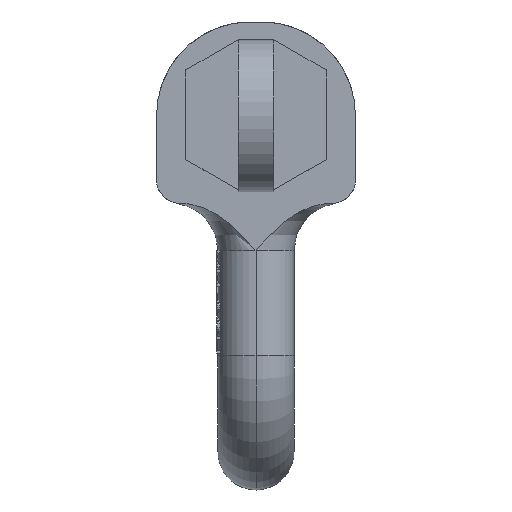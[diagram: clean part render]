
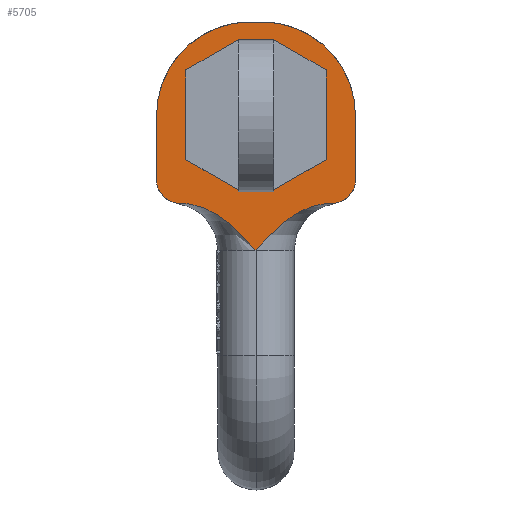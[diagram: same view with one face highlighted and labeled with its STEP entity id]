
A CAD part, left-side view. The second image highlights one B-rep face of the part: STEP entity #5705.
In plain terms, the highlighted planar face has unit normal (-1, 0, 0).
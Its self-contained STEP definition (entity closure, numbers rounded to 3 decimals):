
#426=CARTESIAN_POINT('',(-18.8,10.4,32.));
#427=DIRECTION('',(-1.,0.,0.));
#428=DIRECTION('',(0.,1.,0.));
#429=AXIS2_PLACEMENT_3D('',#426,#427,#428);
#465=CARTESIAN_POINT('',(-18.8,0.,
22.4));
#466=CARTESIAN_POINT('',(-18.8,0.245,22.672));
#467=CARTESIAN_POINT('',(-18.8,0.739,23.22));
#468=CARTESIAN_POINT('',(-18.8,1.506,24.048));
#469=CARTESIAN_POINT('',(-18.8,2.296,24.853));
#470=CARTESIAN_POINT('',(-18.8,3.11,25.616));
#471=CARTESIAN_POINT('',(-18.8,3.932,26.307));
#472=CARTESIAN_POINT('',(-18.8,4.872,27.));
#473=CARTESIAN_POINT('',(-18.8,6.064,27.718));
#474=CARTESIAN_POINT('',(-18.8,7.435,28.323));
#475=CARTESIAN_POINT('',(-18.8,8.937,28.718));
#476=CARTESIAN_POINT('',(-18.8,9.892,28.8));
#477=CARTESIAN_POINT('',(-18.8,10.369,28.8));
#508=DIRECTION('',(0.,-0.866,0.5));
#509=VECTOR('',#508,8.776);
#510=CARTESIAN_POINT('',(-18.8,-2.,30.4));
#511=LINE('',#510,#509);
#512=DIRECTION('',(0.,0.,1.));
#513=VECTOR('',#512,12.255);
#514=CARTESIAN_POINT('',(-18.8,-9.6,34.788));
#515=LINE('',#514,#513);
#516=DIRECTION('',(0.,0.866,0.5));
#517=VECTOR('',#516,8.314);
#518=CARTESIAN_POINT('',(-18.8,-9.6,47.043));
#519=LINE('',#518,#517);
#520=DIRECTION('',(0.,1.,0.));
#521=VECTOR('',#520,4.8);
#522=CARTESIAN_POINT('',(-18.8,-2.4,51.2));
#523=LINE('',#522,#521);
#524=DIRECTION('',(0.,0.866,-0.5));
#525=VECTOR('',#524,8.314);
#526=CARTESIAN_POINT('',(-18.8,2.4,51.2));
#527=LINE('',#526,#525);
#528=DIRECTION('',(0.,0.,-1.));
#529=VECTOR('',#528,12.255);
#530=CARTESIAN_POINT('',(-18.8,9.6,47.043));
#531=LINE('',#530,#529);
#532=DIRECTION('',(0.,-0.866,-0.5));
#533=VECTOR('',#532,8.776);
#534=CARTESIAN_POINT('',(-18.8,9.6,34.788));
#535=LINE('',#534,#533);
#536=DIRECTION('',(0.,-1.,0.));
#537=VECTOR('',#536,4.);
#538=CARTESIAN_POINT('',(-18.8,2.,30.4));
#539=LINE('',#538,#537);
#540=DIRECTION('',(0.,0.,1.));
#541=VECTOR('',#540,8.8);
#542=CARTESIAN_POINT('',(-18.8,13.6,32.));
#543=LINE('',#542,#541);
#544=CARTESIAN_POINT('',(-18.8,0.8,40.8));
#545=DIRECTION('',(1.,0.,0.));
#546=DIRECTION('',(0.,1.,0.));
#547=AXIS2_PLACEMENT_3D('',#544,#545,#546);
#549=DIRECTION('',(0.,-1.,0.));
#550=VECTOR('',#549,1.6);
#551=CARTESIAN_POINT('',(-18.8,0.8,53.6));
#552=LINE('',#551,#550);
#553=CARTESIAN_POINT('',(-18.8,-0.8,40.8));
#554=DIRECTION('',(1.,0.,0.));
#555=DIRECTION('',(0.,0.,1.));
#556=AXIS2_PLACEMENT_3D('',#553,#554,#555);
#558=DIRECTION('',(0.,0.,-1.));
#559=VECTOR('',#558,8.8);
#560=CARTESIAN_POINT('',(-18.8,-13.6,40.8));
#561=LINE('',#560,#559);
#562=DIRECTION('',(0.,1.,0.));
#563=VECTOR('',#562,0.031);
#564=CARTESIAN_POINT('',(-18.8,-10.4,28.8));
#565=LINE('',#564,#563);
#566=DIRECTION('',(0.,1.,0.));
#567=VECTOR('',#566,0.031);
#568=CARTESIAN_POINT('',(-18.8,10.369,28.8));
#569=LINE('',#568,#567);
#689=CARTESIAN_POINT('',(-18.8,-10.4,32.));
#690=DIRECTION('',(-1.,0.,0.));
#691=DIRECTION('',(0.,0.,-1.));
#692=AXIS2_PLACEMENT_3D('',#689,#690,#691);
#747=CARTESIAN_POINT('',(-18.8,-10.369,28.8));
#748=CARTESIAN_POINT('',(-18.8,-9.889,28.8));
#749=CARTESIAN_POINT('',(-18.8,-8.929,28.717));
#750=CARTESIAN_POINT('',(-18.8,-7.42,28.318));
#751=CARTESIAN_POINT('',(-18.8,-6.044,27.707));
#752=CARTESIAN_POINT('',(-18.8,-4.851,26.986));
#753=CARTESIAN_POINT('',(-18.8,-3.915,26.294));
#754=CARTESIAN_POINT('',(-18.8,-3.098,25.605));
#755=CARTESIAN_POINT('',(-18.8,-2.288,24.845));
#756=CARTESIAN_POINT('',(-18.8,-1.5,24.042));
#757=CARTESIAN_POINT('',(-18.8,-0.736,
23.217));
#758=CARTESIAN_POINT('',(-18.8,-0.244,
22.671));
#759=CARTESIAN_POINT('',(-18.8,0.,
22.4));
#3869=CARTESIAN_POINT('',(-18.8,13.6,40.8));
#3870=CARTESIAN_POINT('',(-18.8,0.8,53.6));
#3871=VERTEX_POINT('',#3869);
#3872=VERTEX_POINT('',#3870);
#3873=CARTESIAN_POINT('',(-18.8,-0.8,53.6));
#3874=VERTEX_POINT('',#3873);
#3875=CARTESIAN_POINT('',(-18.8,-13.6,40.8));
#3876=VERTEX_POINT('',#3875);
#3899=CARTESIAN_POINT('',(-18.8,0.,
22.4));
#3900=VERTEX_POINT('',#3899);
#3907=VERTEX_POINT('',#477);
#3908=VERTEX_POINT('',#747);
#3951=CARTESIAN_POINT('',(-18.8,-2.,30.4));
#3952=CARTESIAN_POINT('',(-18.8,-9.6,34.788));
#3953=VERTEX_POINT('',#3951);
#3954=VERTEX_POINT('',#3952);
#3955=CARTESIAN_POINT('',(-18.8,-9.6,47.043));
#3956=VERTEX_POINT('',#3955);
#3957=CARTESIAN_POINT('',(-18.8,-2.4,51.2));
#3958=VERTEX_POINT('',#3957);
#3959=CARTESIAN_POINT('',(-18.8,2.4,51.2));
#3960=VERTEX_POINT('',#3959);
#3961=CARTESIAN_POINT('',(-18.8,9.6,47.043));
#3962=VERTEX_POINT('',#3961);
#3963=CARTESIAN_POINT('',(-18.8,9.6,34.788));
#3964=VERTEX_POINT('',#3963);
#3965=CARTESIAN_POINT('',(-18.8,2.,30.4));
#3966=VERTEX_POINT('',#3965);
#4516=CARTESIAN_POINT('',(-18.8,10.4,28.8));
#4518=VERTEX_POINT('',#4516);
#4520=CARTESIAN_POINT('',(-18.8,13.6,32.));
#4522=VERTEX_POINT('',#4520);
#4530=CARTESIAN_POINT('',(-18.8,-13.6,32.));
#4532=VERTEX_POINT('',#4530);
#4534=CARTESIAN_POINT('',(-18.8,-10.4,28.8));
#4536=VERTEX_POINT('',#4534);
#5667=CARTESIAN_POINT('',(-18.8,0.,0.));
#5668=DIRECTION('',(1.,0.,0.));
#5669=DIRECTION('',(0.,-1.,0.));
#5670=AXIS2_PLACEMENT_3D('',#5667,#5668,#5669);
#5671=PLANE('',#5670);
#5672=ORIENTED_EDGE('',*,*,#5590,.F.);
#5673=ORIENTED_EDGE('',*,*,#5086,.T.);
#5674=ORIENTED_EDGE('',*,*,#5106,.T.);
#5675=ORIENTED_EDGE('',*,*,#5272,.T.);
#5676=ORIENTED_EDGE('',*,*,#5300,.T.);
#5677=ORIENTED_EDGE('',*,*,#5345,.T.);
#5679=ORIENTED_EDGE('',*,*,#5678,.F.);
#5680=ORIENTED_EDGE('',*,*,#5488,.T.);
#5682=ORIENTED_EDGE('',*,*,#5681,.T.);
#5683=ORIENTED_EDGE('',*,*,#5656,.T.);
#5684=ORIENTED_EDGE('',*,*,#5459,.T.);
#5685=EDGE_LOOP('',(#5672,#5673,#5674,#5675,#5676,#5677,#5679,#5680,#5682,#5683,
#5684));
#5686=FACE_OUTER_BOUND('',#5685,.F.);
#5688=ORIENTED_EDGE('',*,*,#5687,.T.);
#5690=ORIENTED_EDGE('',*,*,#5689,.T.);
#5692=ORIENTED_EDGE('',*,*,#5691,.T.);
#5694=ORIENTED_EDGE('',*,*,#5693,.T.);
#5696=ORIENTED_EDGE('',*,*,#5695,.T.);
#5698=ORIENTED_EDGE('',*,*,#5697,.T.);
#5700=ORIENTED_EDGE('',*,*,#5699,.T.);
#5702=ORIENTED_EDGE('',*,*,#5701,.T.);
#5703=EDGE_LOOP('',(#5688,#5690,#5692,#5694,#5696,#5698,#5700,#5702));
#5704=FACE_BOUND('',#5703,.F.);
#5705=ADVANCED_FACE('',(#5686,#5704),#5671,.F.);
#430=CIRCLE('',#429,3.2);
#478=B_SPLINE_CURVE_WITH_KNOTS('',3,(#465,#466,#467,#468,#469,#470,#471,#472,
#473,#474,#475,#476,#477),.UNSPECIFIED.,.F.,.F.,(4,1,1,1,1,1,1,1,1,1,4),(0.,
0.1,0.2,0.3,0.4,0.5,0.6,0.7,0.8,0.9,1.),.UNSPECIFIED.);
#548=CIRCLE('',#547,12.8);
#557=CIRCLE('',#556,12.8);
#693=CIRCLE('',#692,3.2);
#760=B_SPLINE_CURVE_WITH_KNOTS('',3,(#747,#748,#749,#750,#751,#752,#753,#754,
#755,#756,#757,#758,#759),.UNSPECIFIED.,.F.,.F.,(4,1,1,1,1,1,1,1,1,1,4),(0.,
0.1,0.2,0.3,0.4,0.5,0.6,0.7,0.8,0.9,1.),.UNSPECIFIED.);
#5086=EDGE_CURVE('',#4522,#3871,#543,.T.);
#5106=EDGE_CURVE('',#3871,#3872,#548,.T.);
#5272=EDGE_CURVE('',#3872,#3874,#552,.T.);
#5300=EDGE_CURVE('',#3874,#3876,#557,.T.);
#5345=EDGE_CURVE('',#3876,#4532,#561,.T.);
#5459=EDGE_CURVE('',#3907,#4518,#569,.T.);
#5488=EDGE_CURVE('',#4536,#3908,#565,.T.);
#5590=EDGE_CURVE('',#4522,#4518,#430,.T.);
#5656=EDGE_CURVE('',#3900,#3907,#478,.T.);
#5678=EDGE_CURVE('',#4536,#4532,#693,.T.);
#5681=EDGE_CURVE('',#3908,#3900,#760,.T.);
#5687=EDGE_CURVE('',#3953,#3954,#511,.T.);
#5689=EDGE_CURVE('',#3954,#3956,#515,.T.);
#5691=EDGE_CURVE('',#3956,#3958,#519,.T.);
#5693=EDGE_CURVE('',#3958,#3960,#523,.T.);
#5695=EDGE_CURVE('',#3960,#3962,#527,.T.);
#5697=EDGE_CURVE('',#3962,#3964,#531,.T.);
#5699=EDGE_CURVE('',#3964,#3966,#535,.T.);
#5701=EDGE_CURVE('',#3966,#3953,#539,.T.);
